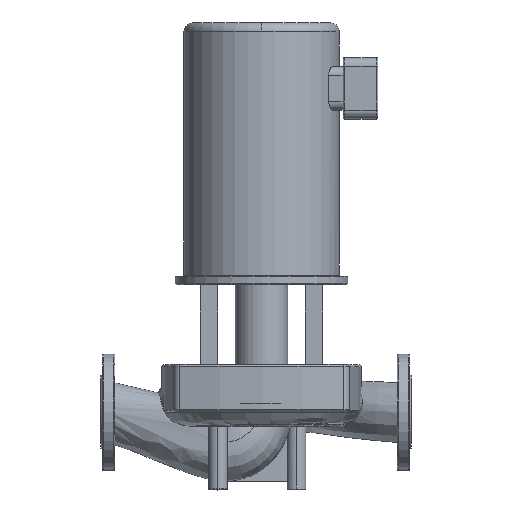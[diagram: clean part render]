
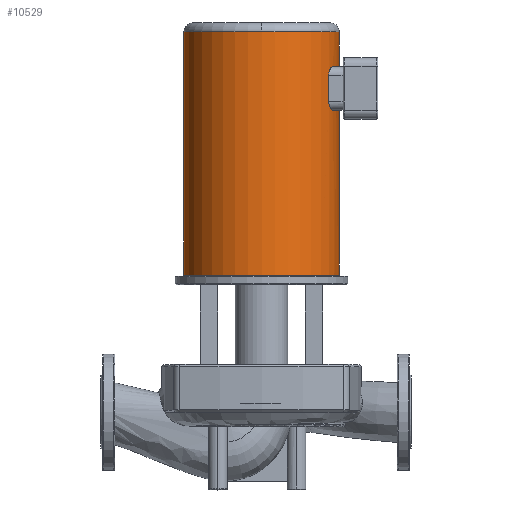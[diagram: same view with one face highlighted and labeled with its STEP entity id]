
A CAD part, top view. The second image highlights one B-rep face of the part: STEP entity #10529.
In plain terms, the highlighted cylindrical face has radius 88.9 mm (diameter 177.8 mm), a partial arc.
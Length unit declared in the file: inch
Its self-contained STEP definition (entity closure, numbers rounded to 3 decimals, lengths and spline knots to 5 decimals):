
#9381=CARTESIAN_POINT('',(10.75,6.14518,0.0));
#9382=VERTEX_POINT('',#9381);
#9383=CARTESIAN_POINT('',(10.75,13.62549,0.0));
#9384=VERTEX_POINT('',#9383);
#9385=CARTESIAN_POINT('',(10.75,6.14518,0.0));
#9386=DIRECTION('',(0.0,1.0,0.0));
#9387=VECTOR('',#9386,7.48031);
#9388=LINE('',#9385,#9387);
#9389=EDGE_CURVE('',#9382,#9384,#9388,.T.);
#9391=CARTESIAN_POINT('',(3.75,6.14518,0.));
#9392=VERTEX_POINT('',#9391);
#9400=CARTESIAN_POINT('',(3.75,17.1688,0.));
#9401=VERTEX_POINT('',#9400);
#9402=CARTESIAN_POINT('',(3.75,6.14518,0.));
#9403=DIRECTION('',(0.0,1.0,0.0));
#9404=VECTOR('',#9403,11.02362);
#9405=LINE('',#9402,#9404);
#9406=EDGE_CURVE('',#9392,#9401,#9405,.T.);
#9417=CARTESIAN_POINT('',(10.75,17.1688,0.));
#9418=VERTEX_POINT('',#9417);
#9426=CARTESIAN_POINT('',(10.75,15.594,0.0));
#9427=VERTEX_POINT('',#9426);
#9428=CARTESIAN_POINT('',(10.75,15.594,0.0));
#9429=DIRECTION('',(0.0,1.0,0.0));
#9430=VECTOR('',#9429,1.5748);
#9431=LINE('',#9428,#9430);
#9432=EDGE_CURVE('',#9427,#9418,#9431,.T.);
#9495=CARTESIAN_POINT('',(7.25,17.1688,3.5));
#9496=VERTEX_POINT('',#9495);
#9497=CARTESIAN_POINT('',(7.25,17.1688,0.0));
#9498=DIRECTION('',(0.0,1.0,0.0));
#9499=DIRECTION('',(-1.0,0.0,0.0));
#9500=AXIS2_PLACEMENT_3D('',#9497,#9498,#9499);
#9501=CIRCLE('',#9500,3.5);
#9502=EDGE_CURVE('',#9401,#9496,#9501,.T.);
#10222=CARTESIAN_POINT('',(10.47652,15.594,1.3563));
#10223=VERTEX_POINT('',#10222);
#10224=CARTESIAN_POINT('',(10.28109,15.2003,1.75));
#10225=VERTEX_POINT('',#10224);
#10226=CARTESIAN_POINT('',(10.29779,15.05137,1.72075));
#10227=CARTESIAN_POINT('',(10.28687,15.09872,1.7401));
#10228=CARTESIAN_POINT('',(10.28109,15.15084,1.75));
#10229=CARTESIAN_POINT('',(10.28109,15.2003,1.75));
#10230=CARTESIAN_POINT('',(10.28109,15.24975,1.75));
#10231=CARTESIAN_POINT('',(10.28687,15.30187,1.7401));
#10232=CARTESIAN_POINT('',(10.30872,15.39657,1.7014));
#10233=CARTESIAN_POINT('',(10.32467,15.43921,1.67265));
#10234=CARTESIAN_POINT('',(10.36069,15.51004,1.60476));
#10235=CARTESIAN_POINT('',(10.38376,15.54166,1.55965));
#10236=CARTESIAN_POINT('',(10.43104,15.58365,1.46082));
#10237=CARTESIAN_POINT('',(10.45518,15.594,1.40706));
#10238=CARTESIAN_POINT('',(10.49702,15.594,1.30755));
#10239=CARTESIAN_POINT('',(10.51777,15.58438,1.25476));
#10240=CARTESIAN_POINT('',(10.53581,15.56401,1.20559));
#10241=B_SPLINE_CURVE_WITH_KNOTS('',3,(#10226,#10227,#10228,#10229,#10230,#10231,#10232,#10233,#10234,#10235,#10236,#10237,#10238,#10239,#10240),.UNSPECIFIED.,.F.,.U.,(4,3,2,2,2,2,4),(-0.37685,0.0,0.37685,0.7537,1.17331,1.59292,1.99587),.UNSPECIFIED.);
#10242=EDGE_CURVE('',#10223,#10225,#10241,.F.);
#10266=CARTESIAN_POINT('',(10.28109,14.01919,1.75));
#10267=VERTEX_POINT('',#10266);
#10268=CARTESIAN_POINT('',(10.28109,14.01919,1.75));
#10269=DIRECTION('',(0.0,1.0,0.0));
#10270=VECTOR('',#10269,1.1811);
#10271=LINE('',#10268,#10270);
#10272=EDGE_CURVE('',#10267,#10225,#10271,.T.);
#10328=CARTESIAN_POINT('',(10.47652,13.62549,1.3563));
#10329=VERTEX_POINT('',#10328);
#10330=CARTESIAN_POINT('',(10.53581,13.65548,1.20559));
#10331=CARTESIAN_POINT('',(10.51777,13.63511,1.25476));
#10332=CARTESIAN_POINT('',(10.49702,13.62549,1.30755));
#10333=CARTESIAN_POINT('',(10.45518,13.62549,1.40706));
#10334=CARTESIAN_POINT('',(10.43104,13.63584,1.46082));
#10335=CARTESIAN_POINT('',(10.38376,13.67783,1.55965));
#10336=CARTESIAN_POINT('',(10.36069,13.70945,1.60476));
#10337=CARTESIAN_POINT('',(10.32467,13.78028,1.67265));
#10338=CARTESIAN_POINT('',(10.30872,13.82292,1.7014));
#10339=CARTESIAN_POINT('',(10.28687,13.91762,1.7401));
#10340=CARTESIAN_POINT('',(10.28109,13.96974,1.75));
#10341=CARTESIAN_POINT('',(10.28109,14.01919,1.75));
#10342=CARTESIAN_POINT('',(10.28109,14.06865,1.75));
#10343=CARTESIAN_POINT('',(10.28687,14.12077,1.7401));
#10344=CARTESIAN_POINT('',(10.29779,14.16812,1.72075));
#10345=B_SPLINE_CURVE_WITH_KNOTS('',3,(#10330,#10331,#10332,#10333,#10334,#10335,#10336,#10337,#10338,#10339,#10340,#10341,#10342,#10343,#10344),.UNSPECIFIED.,.F.,.U.,(4,2,2,2,2,3,4),(-1.99587,-1.59292,-1.17331,-0.7537,-0.37685,0.0,0.37685),.UNSPECIFIED.);
#10346=EDGE_CURVE('',#10267,#10329,#10345,.F.);
#10367=CARTESIAN_POINT('',(7.25,13.62549,0.0));
#10368=DIRECTION('',(0.0,-1.0,0.0));
#10369=DIRECTION('',(1.0,0.0,0.0));
#10370=AXIS2_PLACEMENT_3D('',#10367,#10368,#10369);
#10371=CIRCLE('',#10370,3.5);
#10372=EDGE_CURVE('',#9384,#10329,#10371,.T.);
#10450=CARTESIAN_POINT('',(7.25,15.594,0.0));
#10451=DIRECTION('',(0.0,1.0,0.0));
#10452=DIRECTION('',(1.0,0.0,0.0));
#10453=AXIS2_PLACEMENT_3D('',#10450,#10451,#10452);
#10454=CIRCLE('',#10453,3.5);
#10455=EDGE_CURVE('',#10223,#9427,#10454,.T.);
#10483=CARTESIAN_POINT('',(7.25,17.1688,0.0));
#10484=DIRECTION('',(0.0,1.0,0.0));
#10485=DIRECTION('',(-1.0,0.0,0.0));
#10486=AXIS2_PLACEMENT_3D('',#10483,#10484,#10485);
#10487=CIRCLE('',#10486,3.5);
#10488=EDGE_CURVE('',#9496,#9418,#10487,.T.);
#10505=CARTESIAN_POINT('',(7.25,11.85384,0.0));
#10506=DIRECTION('',(0.,-1.0,0.0));
#10507=DIRECTION('',(1.0,0.0,0.0));
#10508=AXIS2_PLACEMENT_3D('',#10505,#10506,#10507);
#10509=CYLINDRICAL_SURFACE('',#10508,3.5);
#10510=ORIENTED_EDGE('',*,*,#9389,.T.);
#10511=ORIENTED_EDGE('',*,*,#10372,.T.);
#10512=ORIENTED_EDGE('',*,*,#10346,.F.);
#10513=ORIENTED_EDGE('',*,*,#10272,.T.);
#10514=ORIENTED_EDGE('',*,*,#10242,.F.);
#10515=ORIENTED_EDGE('',*,*,#10455,.T.);
#10516=ORIENTED_EDGE('',*,*,#9432,.T.);
#10517=ORIENTED_EDGE('',*,*,#10488,.F.);
#10518=ORIENTED_EDGE('',*,*,#9502,.F.);
#10519=ORIENTED_EDGE('',*,*,#9406,.F.);
#10520=CARTESIAN_POINT('',(7.25,6.14518,0.0));
#10521=DIRECTION('',(0.0,-1.0,0.0));
#10522=DIRECTION('',(1.0,0.0,0.0));
#10523=AXIS2_PLACEMENT_3D('',#10520,#10521,#10522);
#10524=CIRCLE('',#10523,3.5);
#10525=EDGE_CURVE('',#9382,#9392,#10524,.T.);
#10526=ORIENTED_EDGE('',*,*,#10525,.F.);
#10527=EDGE_LOOP('',(#10510,#10511,#10512,#10513,#10514,#10515,#10516,#10517,#10518,#10519,#10526));
#10528=FACE_OUTER_BOUND('',#10527,.T.);
#10529=ADVANCED_FACE('',(#10528),#10509,.T.);
